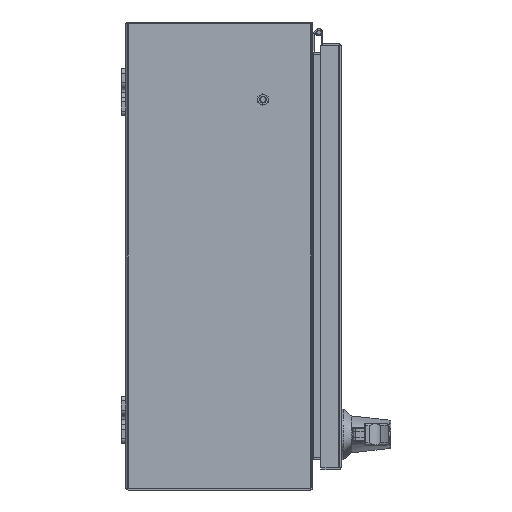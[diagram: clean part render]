
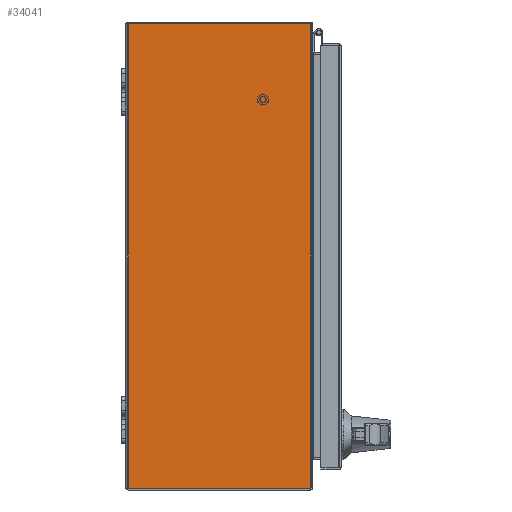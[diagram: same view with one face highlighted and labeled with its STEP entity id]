
A CAD part, front view. The second image highlights one B-rep face of the part: STEP entity #34041.
In plain terms, the highlighted face is planar.
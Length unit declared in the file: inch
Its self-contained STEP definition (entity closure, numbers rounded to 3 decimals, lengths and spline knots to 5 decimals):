
#2377 = VERTEX_POINT ( 'NONE', #94942 ) ;
#2397 = EDGE_CURVE ( 'NONE', #42897, #105360, #17933, .T. ) ;
#9065 = CARTESIAN_POINT ( 'NONE',  ( 9.92792, 39.37008, -15. ) ) ;
#9279 = ORIENTED_EDGE ( 'NONE', *, *, #37975, .T. ) ;
#10317 = ORIENTED_EDGE ( 'NONE', *, *, #47508, .F. ) ;
#10728 = DIRECTION ( 'NONE',  ( 0., -1., 0. ) ) ;
#12509 = VERTEX_POINT ( 'NONE', #25590 ) ;
#15855 = EDGE_CURVE ( 'NONE', #12509, #42897, #72121, .T. ) ;
#17851 = VECTOR ( 'NONE', #36529, 39.37008 ) ;
#17933 = LINE ( 'NONE', #96014, #54540 ) ;
#20205 = ORIENTED_EDGE ( 'NONE', *, *, #15855, .T. ) ;
#21891 = AXIS2_PLACEMENT_3D ( 'NONE', #49134, #98044, #48412 ) ;
#22872 = PLANE ( 'NONE',  #21891 ) ;
#24622 = FACE_OUTER_BOUND ( 'NONE', #79575, .T. ) ;
#25590 = CARTESIAN_POINT ( 'NONE',  ( 9.92792, -0.108, -15. ) ) ;
#34041 = ADVANCED_FACE ( 'NONE', ( #24622 ), #22872, .T. ) ;
#36529 = DIRECTION ( 'NONE',  ( 1., 0., 0. ) ) ;
#36881 = CARTESIAN_POINT ( 'NONE',  ( -9.892, -0.108, -15. ) ) ;
#37975 = EDGE_CURVE ( 'NONE', #2377, #12509, #40099, .T. ) ;
#38387 = CARTESIAN_POINT ( 'NONE',  ( 9.92792, -7.892, -15. ) ) ;
#40099 = LINE ( 'NONE', #36881, #17851 ) ;
#41212 = DIRECTION ( 'NONE',  ( 0., -1., 0. ) ) ;
#42897 = VERTEX_POINT ( 'NONE', #38387 ) ;
#47508 = EDGE_CURVE ( 'NONE', #2377, #105360, #88022, .T. ) ;
#48412 = DIRECTION ( 'NONE',  ( 0., 1., 0. ) ) ;
#49134 = CARTESIAN_POINT ( 'NONE',  ( -9.892, -0.06248, -15. ) ) ;
#54540 = VECTOR ( 'NONE', #79971, 39.37008 ) ;
#60637 = VECTOR ( 'NONE', #10728, 39.37008 ) ;
#65618 = VECTOR ( 'NONE', #41212, 39.37008 ) ;
#72121 = LINE ( 'NONE', #9065, #65618 ) ;
#78955 = CARTESIAN_POINT ( 'NONE',  ( -9.92792, 39.37008, -15. ) ) ;
#79575 = EDGE_LOOP ( 'NONE', ( #9279, #20205, #92164, #10317 ) ) ;
#79971 = DIRECTION ( 'NONE',  ( -1., 0., 0. ) ) ;
#87177 = CARTESIAN_POINT ( 'NONE',  ( -9.92792, -7.892, -15. ) ) ;
#88022 = LINE ( 'NONE', #78955, #60637 ) ;
#92164 = ORIENTED_EDGE ( 'NONE', *, *, #2397, .T. ) ;
#94942 = CARTESIAN_POINT ( 'NONE',  ( -9.92792, -0.108, -15. ) ) ;
#96014 = CARTESIAN_POINT ( 'NONE',  ( -9.892, -7.892, -15. ) ) ;
#98044 = DIRECTION ( 'NONE',  ( 0., 0., -1. ) ) ;
#105360 = VERTEX_POINT ( 'NONE', #87177 ) ;
